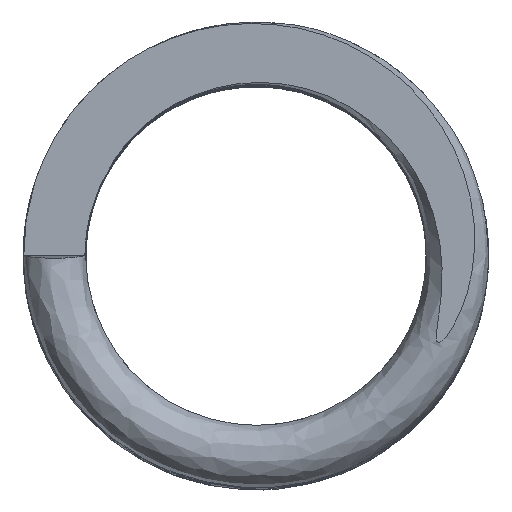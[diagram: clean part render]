
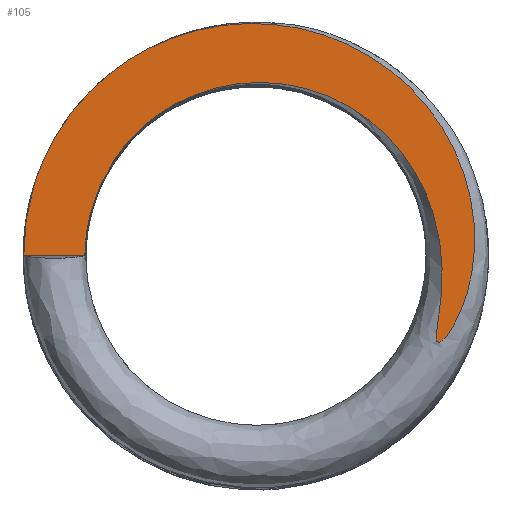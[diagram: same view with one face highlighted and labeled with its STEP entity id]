
A CAD part, top view. The second image highlights one B-rep face of the part: STEP entity #105.
In plain terms, the highlighted planar face has unit normal (0, 0, 1).
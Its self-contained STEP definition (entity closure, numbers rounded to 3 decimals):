
#21=FACE_OUTER_BOUND('',#28,.T.);
#28=EDGE_LOOP('',(#75,#76,#77));
#34=LINE('',#266,#36);
#36=VECTOR('',#146,10.);
#38=B_SPLINE_CURVE_WITH_KNOTS('',3,(#211,#212,#213,#214,#215,#216,#217,
#218,#219,#220,#221,#222,#223,#224,#225,#226,#227,#228,#229,#230,#231,#232,
#233,#234,#235,#236,#237,#238,#239,#240,#241,#242,#243,#244,#245,#246,#247,
#248,#249,#250,#251,#252,#253,#254,#255,#256,#257,#258,#259,#260,#261,#262,
#263,#264),.UNSPECIFIED.,.F.,.F.,(4,2,2,2,2,2,2,2,2,2,2,2,2,2,2,2,2,2,2,
2,2,2,2,2,2,2,4),(-1.93,-1.848,-1.764,
-1.67,-1.577,-1.484,-1.392,
-1.301,-1.214,-1.128,-1.044,
-1.019,-1.009,-1.004,-1.001,
-0.999,-0.995,-0.99,-0.954,
-0.878,-0.791,-0.674,-0.559,
-0.446,-0.334,-0.223,-0.169),
 .UNSPECIFIED.);
#39=B_SPLINE_CURVE_WITH_KNOTS('',3,(#267,#268,#269,#270,#271,#272,#273,
#274,#275,#276,#277,#278,#279,#280,#281,#282,#283,#284,#285,#286,#287,#288),
 .UNSPECIFIED.,.F.,.F.,(4,3,3,3,3,3,3,4),(-0.169,-0.14,
-0.127,-0.112,-0.083,-0.054,
-0.025,0.),.UNSPECIFIED.);
#50=VERTEX_POINT('',#209);
#51=VERTEX_POINT('',#210);
#52=VERTEX_POINT('',#265);
#60=EDGE_CURVE('',#50,#51,#38,.T.);
#61=EDGE_CURVE('',#52,#50,#34,.T.);
#62=EDGE_CURVE('',#51,#52,#39,.T.);
#75=ORIENTED_EDGE('',*,*,#60,.F.);
#76=ORIENTED_EDGE('',*,*,#61,.F.);
#77=ORIENTED_EDGE('',*,*,#62,.F.);
#101=PLANE('',#133);
#105=ADVANCED_FACE('',(#21),#101,.F.);
#133=AXIS2_PLACEMENT_3D('',#208,#144,#145);
#144=DIRECTION('center_axis',(0.,0.,-1.));
#145=DIRECTION('ref_axis',(-1.,0.,0.));
#146=DIRECTION('',(-1.,0.,0.));
#208=CARTESIAN_POINT('Origin',(0.,0.,12.7));
#209=CARTESIAN_POINT('',(-3.8,-0.011,12.7));
#210=CARTESIAN_POINT('',(-2.305,1.572,12.7));
#211=CARTESIAN_POINT('Ctrl Pts',(-3.8,-0.011,
12.7));
#212=CARTESIAN_POINT('Ctrl Pts',(-3.805,0.42,12.7));
#213=CARTESIAN_POINT('Ctrl Pts',(-3.735,0.849,12.7));
#214=CARTESIAN_POINT('Ctrl Pts',(-3.454,1.665,12.7));
#215=CARTESIAN_POINT('Ctrl Pts',(-3.243,2.046,12.7));
#216=CARTESIAN_POINT('Ctrl Pts',(-2.667,2.764,12.7));
#217=CARTESIAN_POINT('Ctrl Pts',(-2.289,3.081,12.7));
#218=CARTESIAN_POINT('Ctrl Pts',(-1.435,3.553,12.7));
#219=CARTESIAN_POINT('Ctrl Pts',(-0.967,3.703,12.7));
#220=CARTESIAN_POINT('Ctrl Pts',(-0.003,3.814,
12.7));
#221=CARTESIAN_POINT('Ctrl Pts',(0.484,3.775,12.7));
#222=CARTESIAN_POINT('Ctrl Pts',(1.41,3.513,12.7));
#223=CARTESIAN_POINT('Ctrl Pts',(1.841,3.295,12.7));
#224=CARTESIAN_POINT('Ctrl Pts',(2.587,2.71,12.7));
#225=CARTESIAN_POINT('Ctrl Pts',(2.897,2.35,12.7));
#226=CARTESIAN_POINT('Ctrl Pts',(3.351,1.546,12.7));
#227=CARTESIAN_POINT('Ctrl Pts',(3.497,1.11,12.7));
#228=CARTESIAN_POINT('Ctrl Pts',(3.607,0.219,12.7));
#229=CARTESIAN_POINT('Ctrl Pts',(3.571,-0.198,12.7));
#230=CARTESIAN_POINT('Ctrl Pts',(3.379,-0.914,12.7));
#231=CARTESIAN_POINT('Ctrl Pts',(3.239,-1.172,12.7));
#232=CARTESIAN_POINT('Ctrl Pts',(3.099,-1.353,12.7));
#233=CARTESIAN_POINT('Ctrl Pts',(3.068,-1.387,12.7));
#234=CARTESIAN_POINT('Ctrl Pts',(3.031,-1.416,12.7));
#235=CARTESIAN_POINT('Ctrl Pts',(3.019,-1.424,12.7));
#236=CARTESIAN_POINT('Ctrl Pts',(3.001,-1.432,12.7));
#237=CARTESIAN_POINT('Ctrl Pts',(2.995,-1.434,12.7));
#238=CARTESIAN_POINT('Ctrl Pts',(2.986,-1.435,12.7));
#239=CARTESIAN_POINT('Ctrl Pts',(2.982,-1.435,12.7));
#240=CARTESIAN_POINT('Ctrl Pts',(2.975,-1.433,12.7));
#241=CARTESIAN_POINT('Ctrl Pts',(2.971,-1.431,12.7));
#242=CARTESIAN_POINT('Ctrl Pts',(2.965,-1.426,12.7));
#243=CARTESIAN_POINT('Ctrl Pts',(2.962,-1.423,12.7));
#244=CARTESIAN_POINT('Ctrl Pts',(2.956,-1.413,12.7));
#245=CARTESIAN_POINT('Ctrl Pts',(2.954,-1.405,12.7));
#246=CARTESIAN_POINT('Ctrl Pts',(2.941,-1.352,12.7));
#247=CARTESIAN_POINT('Ctrl Pts',(2.952,-1.266,12.7));
#248=CARTESIAN_POINT('Ctrl Pts',(3.002,-0.919,12.7));
#249=CARTESIAN_POINT('Ctrl Pts',(3.065,-0.562,12.7));
#250=CARTESIAN_POINT('Ctrl Pts',(3.012,0.388,12.7));
#251=CARTESIAN_POINT('Ctrl Pts',(2.881,0.775,12.7));
#252=CARTESIAN_POINT('Ctrl Pts',(2.601,1.398,12.7));
#253=CARTESIAN_POINT('Ctrl Pts',(2.377,1.72,12.7));
#254=CARTESIAN_POINT('Ctrl Pts',(1.821,2.256,12.7));
#255=CARTESIAN_POINT('Ctrl Pts',(1.498,2.466,12.7));
#256=CARTESIAN_POINT('Ctrl Pts',(0.794,2.749,12.7));
#257=CARTESIAN_POINT('Ctrl Pts',(0.42,2.82,12.7));
#258=CARTESIAN_POINT('Ctrl Pts',(-0.329,2.816,12.7));
#259=CARTESIAN_POINT('Ctrl Pts',(-0.698,2.742,12.7));
#260=CARTESIAN_POINT('Ctrl Pts',(-1.386,2.456,12.7));
#261=CARTESIAN_POINT('Ctrl Pts',(-1.697,2.248,12.7));
#262=CARTESIAN_POINT('Ctrl Pts',(-2.089,1.859,12.7));
#263=CARTESIAN_POINT('Ctrl Pts',(-2.204,1.72,12.7));
#264=CARTESIAN_POINT('Ctrl Pts',(-2.305,1.572,12.7));
#265=CARTESIAN_POINT('',(-2.8,-0.011,12.7));
#266=CARTESIAN_POINT('',(-1.65,-0.011,12.7));
#267=CARTESIAN_POINT('Ctrl Pts',(-2.305,1.572,12.7));
#268=CARTESIAN_POINT('Ctrl Pts',(-2.359,1.492,12.7));
#269=CARTESIAN_POINT('Ctrl Pts',(-2.409,1.409,12.7));
#270=CARTESIAN_POINT('Ctrl Pts',(-2.455,1.324,12.7));
#271=CARTESIAN_POINT('Ctrl Pts',(-2.476,1.286,12.7));
#272=CARTESIAN_POINT('Ctrl Pts',(-2.496,1.247,12.7));
#273=CARTESIAN_POINT('Ctrl Pts',(-2.515,1.207,12.7));
#274=CARTESIAN_POINT('Ctrl Pts',(-2.536,1.163,12.7));
#275=CARTESIAN_POINT('Ctrl Pts',(-2.557,1.117,12.7));
#276=CARTESIAN_POINT('Ctrl Pts',(-2.576,1.071,12.7));
#277=CARTESIAN_POINT('Ctrl Pts',(-2.614,0.982,12.7));
#278=CARTESIAN_POINT('Ctrl Pts',(-2.647,0.891,12.7));
#279=CARTESIAN_POINT('Ctrl Pts',(-2.675,0.798,12.7));
#280=CARTESIAN_POINT('Ctrl Pts',(-2.703,0.706,12.7));
#281=CARTESIAN_POINT('Ctrl Pts',(-2.727,0.612,12.7));
#282=CARTESIAN_POINT('Ctrl Pts',(-2.746,0.518,12.7));
#283=CARTESIAN_POINT('Ctrl Pts',(-2.764,0.425,12.7));
#284=CARTESIAN_POINT('Ctrl Pts',(-2.778,0.331,12.7));
#285=CARTESIAN_POINT('Ctrl Pts',(-2.788,0.236,12.7));
#286=CARTESIAN_POINT('Ctrl Pts',(-2.796,0.154,12.7));
#287=CARTESIAN_POINT('Ctrl Pts',(-2.8,0.071,12.7));
#288=CARTESIAN_POINT('Ctrl Pts',(-2.801,-0.011,
12.7));
